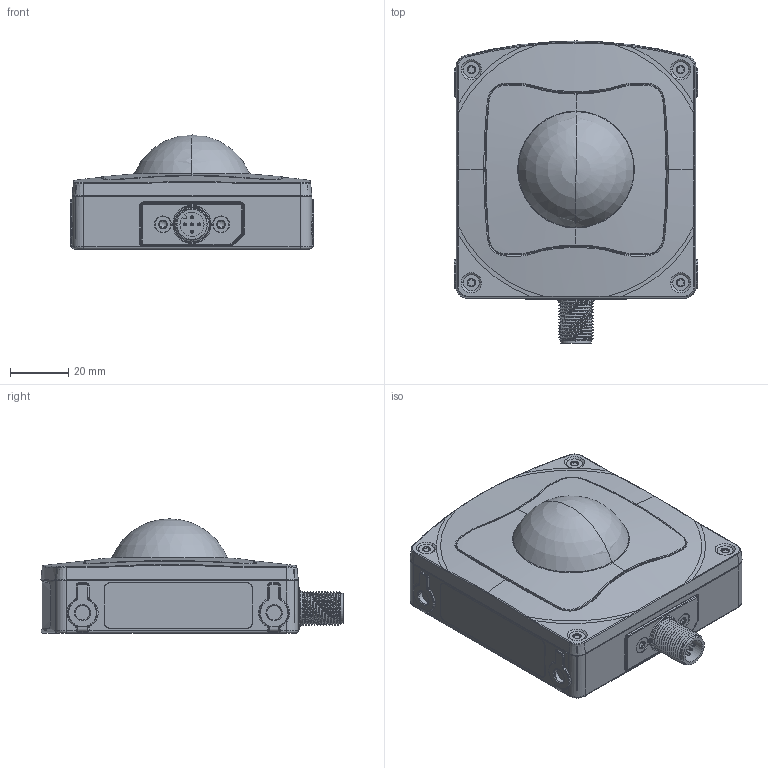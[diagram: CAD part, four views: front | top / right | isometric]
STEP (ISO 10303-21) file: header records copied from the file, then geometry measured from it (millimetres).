
FILE_DESCRIPTION((''),'2;1');
FILE_NAME('238410_SM01_ASM','2024-06-04T10:06:55',('banengservice'),('BANNER ENGINEERING'),'CREO PARAMETRIC BY PTC INC, 2022414','CREO PARAMETRIC BY PTC INC, 2022414','');
FILE_SCHEMA(('CONFIG_CONTROL_DESIGN'));
Products named in the file (2): 238410_EP01; 238410_SM01_ASM
Assembly tree (1 placements, depth 2):
  238410_SM01_ASM
    238410_EP01
Bounding box: 84 x 104.08 x 39.36 mm (x, y, z)
Volume: 185090.4 mm3; surface area: 26370.7 mm2
Topology: 1 solids, 1 shells, 794 faces, 1922 edges, 1166 vertices
Faces by surface type: bspline 166, cylinder 157, plane 126, cone 125, torus 112, extrusion 76, sphere 32
Entity records: 47883 total; most frequent: CARTESIAN_POINT 30557, ORIENTED_EDGE 3840, DIRECTION 3289, EDGE_CURVE 1920, AXIS2_PLACEMENT_3D 1350, VERTEX_POINT 1166, EDGE_LOOP 838, CIRCLE 795
